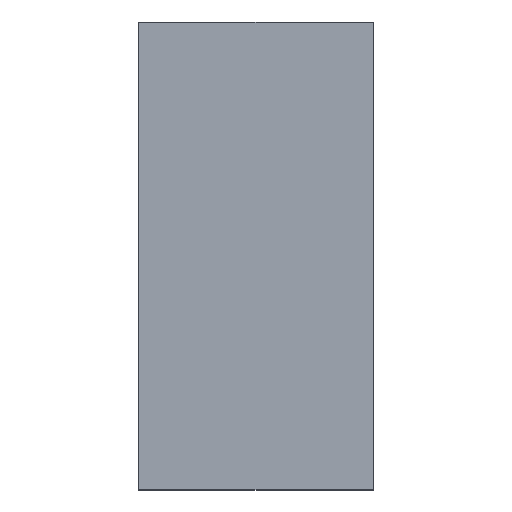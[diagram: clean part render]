
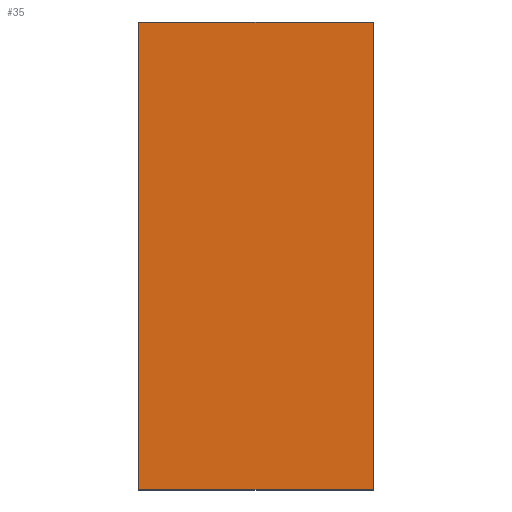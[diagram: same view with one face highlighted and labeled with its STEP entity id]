
A CAD part, top view. The second image highlights one B-rep face of the part: STEP entity #35.
In plain terms, the highlighted planar face has unit normal (0, 0, 1).
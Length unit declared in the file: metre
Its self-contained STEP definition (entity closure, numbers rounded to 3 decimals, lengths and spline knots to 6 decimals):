
#35=ADVANCED_FACE('0:27',(#73),#74,.T.);
#73=FACE_OUTER_BOUND('',#111,.T.);
#74=PLANE('',#112);
#111=EDGE_LOOP('',(#143,#144,#145,#146));
#112=AXIS2_PLACEMENT_3D('',#147,#148,#149);
#143=ORIENTED_EDGE('',*,*,#232,.F.);
#144=ORIENTED_EDGE('',*,*,#233,.F.);
#145=ORIENTED_EDGE('',*,*,#234,.F.);
#146=ORIENTED_EDGE('',*,*,#235,.F.);
#147=CARTESIAN_POINT('',(0.0,0.0,0.00065));
#148=DIRECTION('',(0.0,0.0,1.0));
#149=DIRECTION('',(1.0,0.0,0.0));
#232=EDGE_CURVE('0:57',#267,#268,#269,.T.);
#233=EDGE_CURVE('0:60',#270,#267,#271,.T.);
#234=EDGE_CURVE('0:63',#272,#270,#273,.T.);
#235=EDGE_CURVE('0:66',#268,#272,#274,.T.);
#267=VERTEX_POINT('',#318);
#268=VERTEX_POINT('',#319);
#269=LINE('',#320,#321);
#270=VERTEX_POINT('',#322);
#271=LINE('',#323,#324);
#272=VERTEX_POINT('',#325);
#273=LINE('',#326,#327);
#274=LINE('',#328,#329);
#318=CARTESIAN_POINT('',(0.00159,-0.003175,0.00065));
#319=CARTESIAN_POINT('',(-0.00159,-0.003175,0.00065));
#320=CARTESIAN_POINT('',(0.0,-0.003175,0.00065));
#321=VECTOR('',#392,1.0);
#322=CARTESIAN_POINT('',(0.00159,0.003175,0.00065));
#323=CARTESIAN_POINT('',(0.00159,0.0,0.00065));
#324=VECTOR('',#393,1.0);
#325=CARTESIAN_POINT('',(-0.00159,0.003175,0.00065));
#326=CARTESIAN_POINT('',(0.0,0.003175,0.00065));
#327=VECTOR('',#394,1.0);
#328=CARTESIAN_POINT('',(-0.00159,0.0,0.00065));
#329=VECTOR('',#395,1.0);
#392=DIRECTION('',(-1.0,0.0,0.0));
#393=DIRECTION('',(0.0,-1.0,0.0));
#394=DIRECTION('',(1.0,0.0,0.0));
#395=DIRECTION('',(0.0,1.0,0.0));
